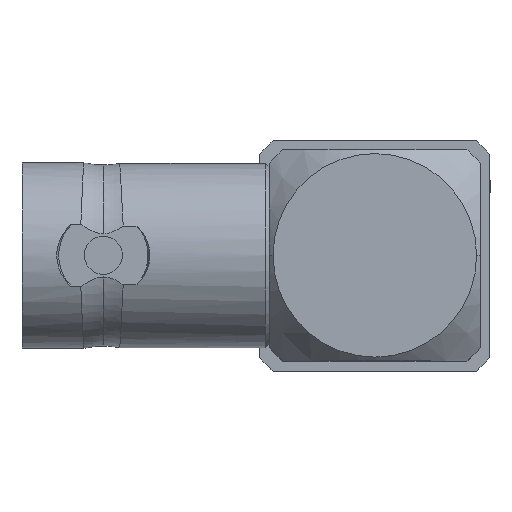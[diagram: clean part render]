
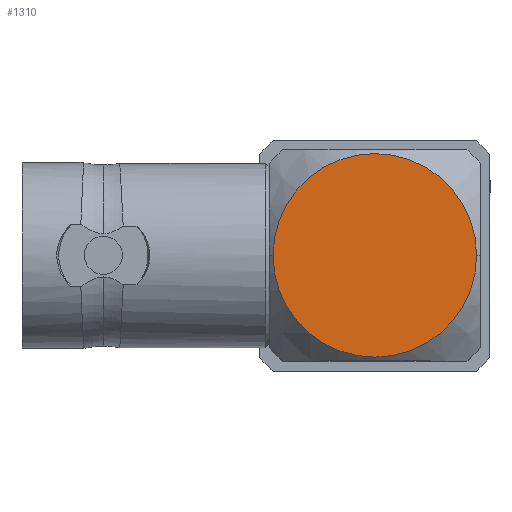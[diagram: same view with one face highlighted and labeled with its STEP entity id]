
A CAD part, top view. The second image highlights one B-rep face of the part: STEP entity #1310.
In plain terms, the highlighted planar face has unit normal (0, 0, 1).
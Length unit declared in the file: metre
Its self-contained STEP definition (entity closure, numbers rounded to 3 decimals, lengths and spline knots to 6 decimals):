
#61 = CARTESIAN_POINT ( 'NONE',  ( 0., 0., 0. ) ) ;
#293 = CIRCLE ( 'NONE', #4119, 0.0053 ) ;
#401 = DIRECTION ( 'NONE',  ( -1., 0., 0. ) ) ;
#1176 = AXIS2_PLACEMENT_3D ( 'NONE', #3204, #3588, #3232 ) ;
#1304 = CARTESIAN_POINT ( 'NONE',  ( 0.0053, 0., 0. ) ) ;
#1310 = ADVANCED_FACE ( 'NONE', ( #1561 ), #4237, .F. ) ;
#1561 = FACE_OUTER_BOUND ( 'NONE', #2718, .T. ) ;
#1592 = DIRECTION ( 'NONE',  ( 0., 0., 1. ) ) ;
#1938 = CARTESIAN_POINT ( 'NONE',  ( -0.0053, 0., 0. ) ) ;
#2202 = ORIENTED_EDGE ( 'NONE', *, *, #4048, .T. ) ;
#2495 = DIRECTION ( 'NONE',  ( 0., 0., 1. ) ) ;
#2511 = ORIENTED_EDGE ( 'NONE', *, *, #4246, .T. ) ;
#2718 = EDGE_LOOP ( 'NONE', ( #2511, #2202 ) ) ;
#2774 = VERTEX_POINT ( 'NONE', #1304 ) ;
#3130 = AXIS2_PLACEMENT_3D ( 'NONE', #3663, #1592, #3994 ) ;
#3204 = CARTESIAN_POINT ( 'NONE',  ( -0.0053, 0., 0. ) ) ;
#3232 = DIRECTION ( 'NONE',  ( 1., 0., 0. ) ) ;
#3588 = DIRECTION ( 'NONE',  ( 0., 0., -1. ) ) ;
#3663 = CARTESIAN_POINT ( 'NONE',  ( 0., 0., 0. ) ) ;
#3692 = VERTEX_POINT ( 'NONE', #1938 ) ;
#3994 = DIRECTION ( 'NONE',  ( -1., 0., 0. ) ) ;
#4048 = EDGE_CURVE ( 'NONE', #3692, #2774, #293, .T. ) ;
#4119 = AXIS2_PLACEMENT_3D ( 'NONE', #61, #2495, #401 ) ;
#4124 = CIRCLE ( 'NONE', #3130, 0.0053 ) ;
#4237 = PLANE ( 'NONE',  #1176 ) ;
#4246 = EDGE_CURVE ( 'NONE', #2774, #3692, #4124, .T. ) ;
